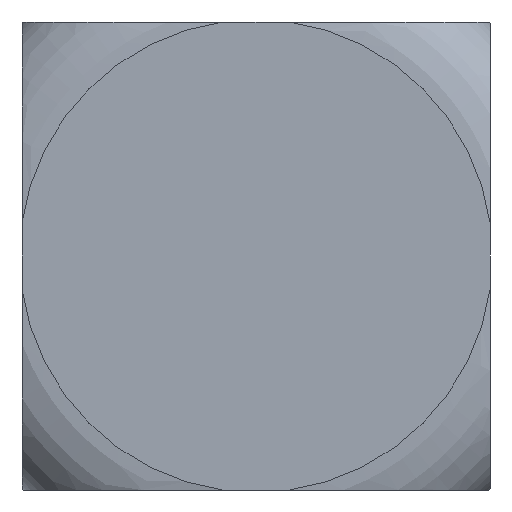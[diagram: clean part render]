
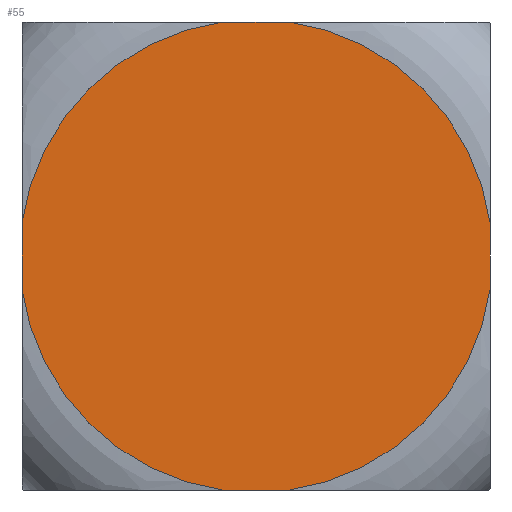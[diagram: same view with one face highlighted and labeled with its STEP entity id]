
A CAD part, left-side view. The second image highlights one B-rep face of the part: STEP entity #55.
In plain terms, the highlighted planar face has unit normal (-1, 0, 0).
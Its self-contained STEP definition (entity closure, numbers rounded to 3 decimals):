
#55 = ADVANCED_FACE( '', ( #125 ), #126, .F. );
#125 = FACE_OUTER_BOUND( '', #206, .T. );
#126 = PLANE( '', #207 );
#206 = EDGE_LOOP( '', ( #292, #293, #294, #295, #296, #297, #298, #299 ) );
#207 = AXIS2_PLACEMENT_3D( '', #300, #301, #302 );
#292 = ORIENTED_EDGE( '', *, *, #473, .F. );
#293 = ORIENTED_EDGE( '', *, *, #474, .F. );
#294 = ORIENTED_EDGE( '', *, *, #475, .F. );
#295 = ORIENTED_EDGE( '', *, *, #476, .F. );
#296 = ORIENTED_EDGE( '', *, *, #477, .F. );
#297 = ORIENTED_EDGE( '', *, *, #478, .F. );
#298 = ORIENTED_EDGE( '', *, *, #479, .F. );
#299 = ORIENTED_EDGE( '', *, *, #468, .F. );
#300 = CARTESIAN_POINT( '', ( 0., 0., 0. ) );
#301 = DIRECTION( '', ( 1., 0., 0. ) );
#302 = DIRECTION( '', ( 0., 0., -1. ) );
#468 = EDGE_CURVE( '', #547, #543, #549, .T. );
#473 = EDGE_CURVE( '', #556, #547, #557, .T. );
#474 = EDGE_CURVE( '', #558, #556, #559, .T. );
#475 = EDGE_CURVE( '', #560, #558, #561, .T. );
#476 = EDGE_CURVE( '', #562, #560, #563, .T. );
#477 = EDGE_CURVE( '', #564, #562, #565, .T. );
#478 = EDGE_CURVE( '', #566, #564, #567, .T. );
#479 = EDGE_CURVE( '', #543, #566, #568, .T. );
#543 = VERTEX_POINT( '', #652 );
#547 = VERTEX_POINT( '', #677 );
#549 = CIRCLE( '', #700, 11.11 );
#556 = VERTEX_POINT( '', #707 );
#557 = LINE( '', #708, #709 );
#558 = VERTEX_POINT( '', #710 );
#559 = CIRCLE( '', #711, 11.11 );
#560 = VERTEX_POINT( '', #712 );
#561 = LINE( '', #713, #714 );
#562 = VERTEX_POINT( '', #715 );
#563 = CIRCLE( '', #716, 11.11 );
#564 = VERTEX_POINT( '', #717 );
#565 = LINE( '', #718, #719 );
#566 = VERTEX_POINT( '', #720 );
#567 = CIRCLE( '', #721, 11.11 );
#568 = LINE( '', #722, #723 );
#652 = CARTESIAN_POINT( '', ( 0., 1.56, 11. ) );
#677 = CARTESIAN_POINT( '', ( 0., 11., 1.56 ) );
#700 = AXIS2_PLACEMENT_3D( '', #951, #952, #953 );
#707 = CARTESIAN_POINT( '', ( 0., 11., -1.56 ) );
#708 = CARTESIAN_POINT( '', ( 0., 11., -11. ) );
#709 = VECTOR( '', #960, 1000. );
#710 = CARTESIAN_POINT( '', ( 0., 1.56, -11. ) );
#711 = AXIS2_PLACEMENT_3D( '', #961, #962, #963 );
#712 = CARTESIAN_POINT( '', ( 0., -1.56, -11. ) );
#713 = CARTESIAN_POINT( '', ( 0., -11., -11. ) );
#714 = VECTOR( '', #964, 1000. );
#715 = CARTESIAN_POINT( '', ( 0., -11., -1.56 ) );
#716 = AXIS2_PLACEMENT_3D( '', #965, #966, #967 );
#717 = CARTESIAN_POINT( '', ( 0., -11., 1.56 ) );
#718 = CARTESIAN_POINT( '', ( 0., -11., 11. ) );
#719 = VECTOR( '', #968, 1000. );
#720 = CARTESIAN_POINT( '', ( 0., -1.56, 11. ) );
#721 = AXIS2_PLACEMENT_3D( '', #969, #970, #971 );
#722 = CARTESIAN_POINT( '', ( 0., 11., 11. ) );
#723 = VECTOR( '', #972, 1000. );
#951 = CARTESIAN_POINT( '', ( 0., 0., 0. ) );
#952 = DIRECTION( '', ( 1., 0., 0. ) );
#953 = DIRECTION( '', ( 0., 0., -1. ) );
#960 = DIRECTION( '', ( 0., 0., 1. ) );
#961 = CARTESIAN_POINT( '', ( 0., 0., 0. ) );
#962 = DIRECTION( '', ( 1., 0., 0. ) );
#963 = DIRECTION( '', ( 0., 0., -1. ) );
#964 = DIRECTION( '', ( 0., 1., 0. ) );
#965 = CARTESIAN_POINT( '', ( 0., 0., 0. ) );
#966 = DIRECTION( '', ( 1., 0., 0. ) );
#967 = DIRECTION( '', ( 0., 0., -1. ) );
#968 = DIRECTION( '', ( 0., 0., -1. ) );
#969 = CARTESIAN_POINT( '', ( 0., 0., 0. ) );
#970 = DIRECTION( '', ( 1., 0., 0. ) );
#971 = DIRECTION( '', ( 0., 0., -1. ) );
#972 = DIRECTION( '', ( 0., -1., 0. ) );
